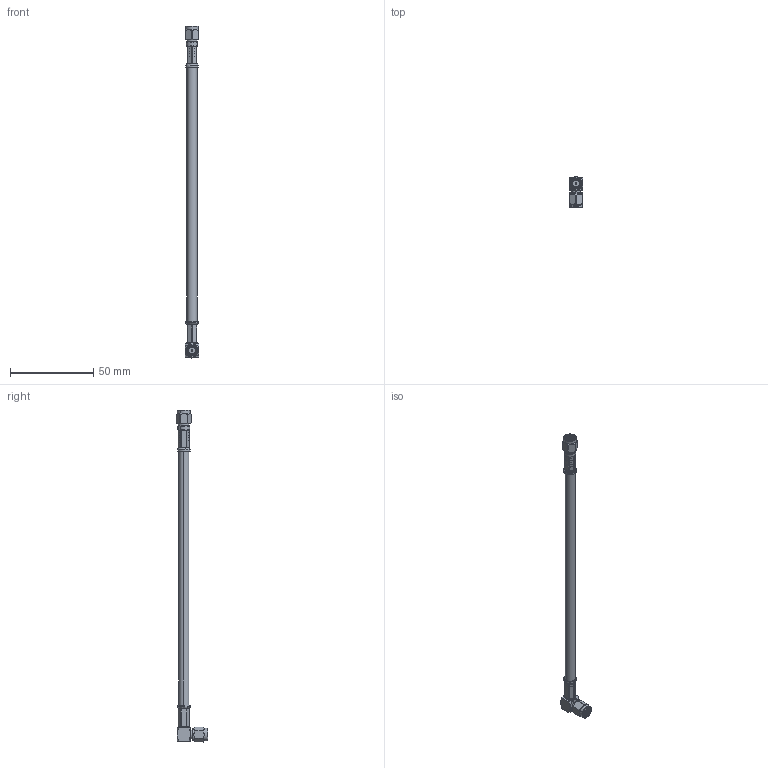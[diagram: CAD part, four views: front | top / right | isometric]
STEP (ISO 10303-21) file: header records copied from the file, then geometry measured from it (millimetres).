
FILE_DESCRIPTION (( 'STEP AP214' ), '1' );
FILE_NAME ('PE3C6658LF.step', '2021-11-18T19:29:33', ( '' ), ( '' ), 'SwSTEP 2.0', 'SolidWorks 2021', '' );
FILE_SCHEMA (( 'AUTOMOTIVE_DESIGN' ));
Length unit declared in the file: inch
Products named in the file (4): LMR-240^PE3C6658LF_LMR-240; PE44637^PE3C6658LF_Crimped; PE3C6658LF; PE44638^PE3C6658LF_Crimped
Assembly tree (3 placements, depth 2):
  PE3C6658LF
    LMR-240^PE3C6658LF_LMR-240
    PE44637^PE3C6658LF_Crimped
    PE44638^PE3C6658LF_Crimped
Bounding box: 7.94 x 18.82 x 199.38 mm (x, y, z)
Volume: 6289.6 mm3; surface area: 6111.7 mm2
Topology: 7 solids, 7 shells, 304 faces, 767 edges, 498 vertices
Faces by surface type: cylinder 150, plane 87, cone 43, bspline 22, torus 2
Entity records: 18772 total; most frequent: CARTESIAN_POINT 11203, ORIENTED_EDGE 1534, DIRECTION 1263, EDGE_CURVE 767, AXIS2_PLACEMENT_3D 502, VERTEX_POINT 498, EDGE_LOOP 329, FACE_OUTER_BOUND 304
